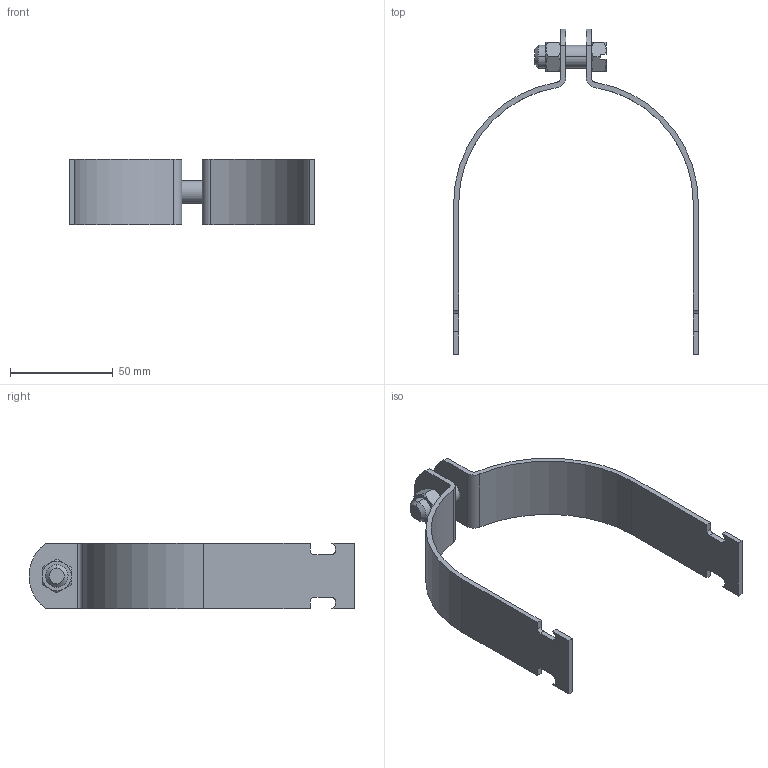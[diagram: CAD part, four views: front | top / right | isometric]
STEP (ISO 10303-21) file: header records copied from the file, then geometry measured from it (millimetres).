
FILE_DESCRIPTION (( 'STEP AP203' ), '1' );
FILE_NAME ('OEM-E5-114S_REV_.step', '2026-02-01T03:05:54', ( '' ), ( '' ), 'SwSTEP 2.0', 'SolidWorks 2025', '' );
FILE_SCHEMA (( 'CONFIG_CONTROL_DESIGN' ));
Length unit declared in the file: millimetre
Products named in the file (1): OEM-E5-114S_REV_
Bounding box: 119.3 x 158.68 x 31.75 mm (x, y, z)
Volume: 32029.9 mm3; surface area: 27125 mm2
Topology: 4 solids, 4 shells, 115 faces, 292 edges, 186 vertices
Faces by surface type: plane 57, cylinder 28, cone 28, torus 2
Entity records: 3791 total; most frequent: CARTESIAN_POINT 970, ORIENTED_EDGE 584, DIRECTION 554, EDGE_CURVE 292, AXIS2_PLACEMENT_3D 202, VERTEX_POINT 186, VECTOR 150, LINE 150
